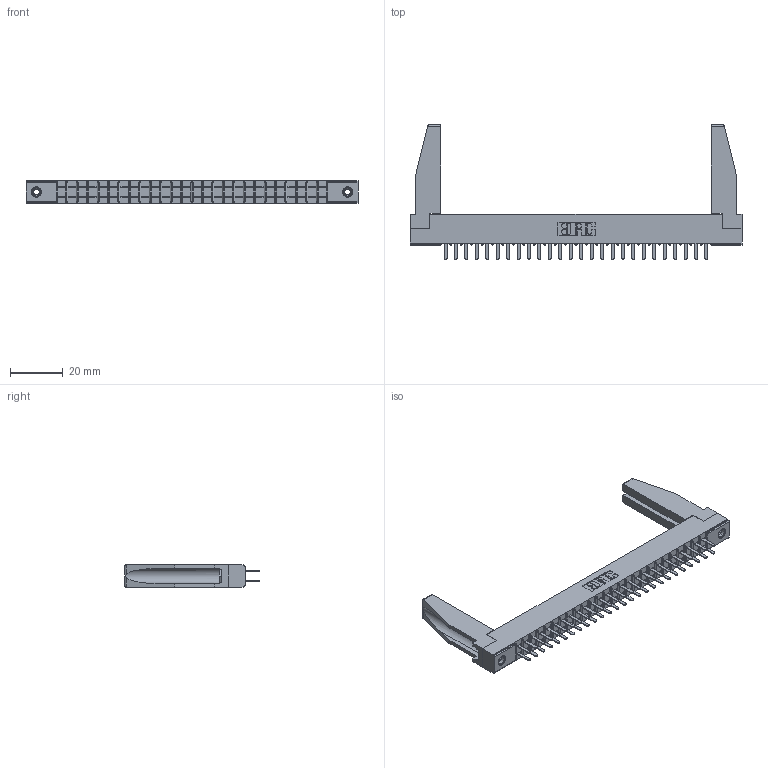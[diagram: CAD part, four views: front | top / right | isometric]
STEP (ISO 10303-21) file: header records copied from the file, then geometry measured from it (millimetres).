
FILE_DESCRIPTION (( 'STEP AP203' ), '1' );
FILE_NAME ('305-052-520-278.STEP', '2019-09-09T22:16:26', ( '' ), ( '' ), 'SwSTEP 2.0', 'SolidWorks 2016', '' );
FILE_SCHEMA (( 'CONFIG_CONTROL_DESIGN' ));
Length unit declared in the file: inch
Products named in the file (5): 345-250-001_345-250-001-102; 305 Part_.156 Dia; 305-052-520-278; 305-290-001_520; 307-220-078
Assembly tree (57 placements, depth 2):
  305-052-520-278
    305 Part_.156 Dia
    305-290-001_520  x52
    345-250-001_345-250-001-102  x2
    307-220-078  x2
Bounding box: 126.03 x 51.13 x 8.71 mm (x, y, z)
Volume: 11883.4 mm3; surface area: 19009.4 mm2
Topology: 57 solids, 57 shells, 2638 faces, 7484 edges, 4840 vertices
Faces by surface type: plane 1556, cylinder 962, sphere 104, cone 12, torus 4
Entity records: 32418 total; most frequent: CARTESIAN_POINT 5370, ORIENTED_EDGE 5286, DIRECTION 5165, EDGE_CURVE 2643, LINE 2119, VECTOR 2119, VERTEX_POINT 1686, AXIS2_PLACEMENT_3D 1523
